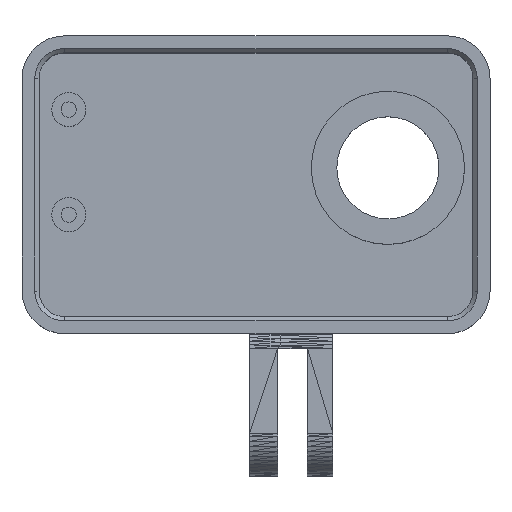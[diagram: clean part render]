
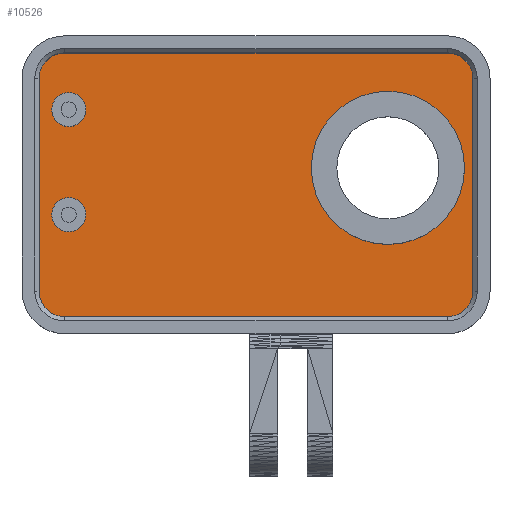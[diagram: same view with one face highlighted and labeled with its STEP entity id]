
A CAD part, top view. The second image highlights one B-rep face of the part: STEP entity #10526.
In plain terms, the highlighted planar face has unit normal (0, 0, 1).
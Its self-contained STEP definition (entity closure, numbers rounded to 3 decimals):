
#25=FACE_BOUND('',#1772,.T.);
#26=FACE_BOUND('',#1773,.T.);
#27=FACE_BOUND('',#1774,.T.);
#32=CIRCLE('',#11393,9.);
#45=CIRCLE('',#11414,3.);
#47=CIRCLE('',#11418,3.);
#48=CIRCLE('',#11419,3.);
#49=CIRCLE('',#11420,3.);
#50=CIRCLE('',#11421,5.);
#51=CIRCLE('',#11422,2.);
#52=CIRCLE('',#11423,2.);
#910=FACE_OUTER_BOUND('',#1771,.T.);
#1771=EDGE_LOOP('',(#8693,#8694,#8695,#8696,#8697,#8698,#8699,#8700,#8701,
#8702,#8703,#8704));
#1772=EDGE_LOOP('',(#8705));
#1773=EDGE_LOOP('',(#8706));
#1774=EDGE_LOOP('',(#8707));
#3042=LINE('',#17042,#4334);
#3056=LINE('',#17089,#4348);
#3063=LINE('',#17103,#4355);
#3064=LINE('',#17107,#4356);
#3065=LINE('',#17111,#4357);
#3066=LINE('',#17115,#4358);
#3067=LINE('',#17117,#4359);
#4334=VECTOR('',#14352,10.);
#4348=VECTOR('',#14392,10.);
#4355=VECTOR('',#14401,10.);
#4356=VECTOR('',#14404,10.);
#4357=VECTOR('',#14407,10.);
#4358=VECTOR('',#14410,10.);
#4359=VECTOR('',#14413,10.);
#4805=VERTEX_POINT('',#17003);
#4819=VERTEX_POINT('',#17039);
#4820=VERTEX_POINT('',#17041);
#4836=VERTEX_POINT('',#17079);
#4837=VERTEX_POINT('',#17080);
#4840=VERTEX_POINT('',#17088);
#4846=VERTEX_POINT('',#17102);
#4847=VERTEX_POINT('',#17104);
#4848=VERTEX_POINT('',#17106);
#4849=VERTEX_POINT('',#17108);
#4850=VERTEX_POINT('',#17110);
#4851=VERTEX_POINT('',#17112);
#4852=VERTEX_POINT('',#17114);
#4853=VERTEX_POINT('',#17118);
#4854=VERTEX_POINT('',#17120);
#6092=EDGE_CURVE('',#4805,#4805,#32,.T.);
#6109=EDGE_CURVE('',#4819,#4820,#3042,.T.);
#6128=EDGE_CURVE('',#4836,#4837,#45,.T.);
#6132=EDGE_CURVE('',#4836,#4840,#3056,.T.);
#6139=EDGE_CURVE('',#4846,#4837,#3063,.T.);
#6140=EDGE_CURVE('',#4846,#4847,#47,.F.);
#6141=EDGE_CURVE('',#4848,#4847,#3064,.T.);
#6142=EDGE_CURVE('',#4848,#4849,#48,.F.);
#6143=EDGE_CURVE('',#4850,#4849,#3065,.T.);
#6144=EDGE_CURVE('',#4850,#4851,#49,.F.);
#6145=EDGE_CURVE('',#4852,#4851,#3066,.T.);
#6146=EDGE_CURVE('',#4820,#4852,#50,.T.);
#6147=EDGE_CURVE('',#4819,#4840,#3067,.T.);
#6148=EDGE_CURVE('',#4853,#4853,#51,.T.);
#6149=EDGE_CURVE('',#4854,#4854,#52,.T.);
#8693=ORIENTED_EDGE('',*,*,#6128,.T.);
#8694=ORIENTED_EDGE('',*,*,#6139,.F.);
#8695=ORIENTED_EDGE('',*,*,#6140,.T.);
#8696=ORIENTED_EDGE('',*,*,#6141,.F.);
#8697=ORIENTED_EDGE('',*,*,#6142,.T.);
#8698=ORIENTED_EDGE('',*,*,#6143,.F.);
#8699=ORIENTED_EDGE('',*,*,#6144,.T.);
#8700=ORIENTED_EDGE('',*,*,#6145,.F.);
#8701=ORIENTED_EDGE('',*,*,#6146,.F.);
#8702=ORIENTED_EDGE('',*,*,#6109,.F.);
#8703=ORIENTED_EDGE('',*,*,#6147,.T.);
#8704=ORIENTED_EDGE('',*,*,#6132,.F.);
#8705=ORIENTED_EDGE('',*,*,#6092,.T.);
#8706=ORIENTED_EDGE('',*,*,#6148,.T.);
#8707=ORIENTED_EDGE('',*,*,#6149,.T.);
#9684=PLANE('',#11417);
#10526=ADVANCED_FACE('',(#910,#25,#26,#27),#9684,.T.);
#11393=AXIS2_PLACEMENT_3D('',#17005,#14319,#14320);
#11414=AXIS2_PLACEMENT_3D('',#17081,#14384,#14385);
#11417=AXIS2_PLACEMENT_3D('',#17101,#14399,#14400);
#11418=AXIS2_PLACEMENT_3D('',#17105,#14402,#14403);
#11419=AXIS2_PLACEMENT_3D('',#17109,#14405,#14406);
#11420=AXIS2_PLACEMENT_3D('',#17113,#14408,#14409);
#11421=AXIS2_PLACEMENT_3D('',#17116,#14411,#14412);
#11422=AXIS2_PLACEMENT_3D('',#17119,#14414,#14415);
#11423=AXIS2_PLACEMENT_3D('',#17121,#14416,#14417);
#14319=DIRECTION('center_axis',(0.,0.,-1.));
#14320=DIRECTION('ref_axis',(-1.,0.,0.));
#14352=DIRECTION('',(-1.,0.,0.));
#14384=DIRECTION('center_axis',(0.,0.,1.));
#14385=DIRECTION('ref_axis',(0.707,-0.707,0.));
#14392=DIRECTION('',(-1.,0.,0.));
#14399=DIRECTION('center_axis',(0.,0.,1.));
#14400=DIRECTION('ref_axis',(1.,0.,0.));
#14401=DIRECTION('',(0.,-1.,0.));
#14402=DIRECTION('center_axis',(0.,0.,-1.));
#14403=DIRECTION('ref_axis',(1.,0.,0.));
#14404=DIRECTION('',(1.,0.,0.));
#14405=DIRECTION('center_axis',(0.,0.,-1.));
#14406=DIRECTION('ref_axis',(0.,1.,0.));
#14407=DIRECTION('',(0.,1.,0.));
#14408=DIRECTION('center_axis',(0.,0.,-1.));
#14409=DIRECTION('ref_axis',(-1.,0.,0.));
#14410=DIRECTION('',(0.,1.,0.));
#14411=DIRECTION('center_axis',(0.,0.,-1.));
#14412=DIRECTION('ref_axis',(-1.,0.,0.));
#14413=DIRECTION('',(0.,1.,0.));
#14414=DIRECTION('center_axis',(0.,0.,-1.));
#14415=DIRECTION('ref_axis',(1.,0.,0.));
#14416=DIRECTION('center_axis',(0.,0.,-1.));
#14417=DIRECTION('ref_axis',(1.,0.,0.));
#17003=CARTESIAN_POINT('',(24.5,2.,2.));
#17005=CARTESIAN_POINT('Origin',(15.5,2.,2.));
#17039=CARTESIAN_POINT('',(-1.5,-17.5,2.));
#17041=CARTESIAN_POINT('',(-22.5,-17.5,2.));
#17042=CARTESIAN_POINT('',(-12.,-17.5,2.));
#17079=CARTESIAN_POINT('',(22.5,-15.5,2.));
#17080=CARTESIAN_POINT('',(25.5,-12.5,2.));
#17081=CARTESIAN_POINT('Origin',(22.5,-12.5,2.));
#17088=CARTESIAN_POINT('',(-1.5,-15.5,2.));
#17089=CARTESIAN_POINT('',(-11.25,-15.5,2.));
#17101=CARTESIAN_POINT('Origin',(0.,0.,2.));
#17102=CARTESIAN_POINT('',(25.5,12.5,2.));
#17103=CARTESIAN_POINT('',(25.5,-6.25,2.));
#17104=CARTESIAN_POINT('',(22.5,15.5,2.));
#17105=CARTESIAN_POINT('Origin',(22.5,12.5,2.));
#17106=CARTESIAN_POINT('',(-22.5,15.5,2.));
#17107=CARTESIAN_POINT('',(11.25,15.5,2.));
#17108=CARTESIAN_POINT('',(-25.5,12.5,2.));
#17109=CARTESIAN_POINT('Origin',(-22.5,12.5,2.));
#17110=CARTESIAN_POINT('',(-25.5,-12.5,2.));
#17111=CARTESIAN_POINT('',(-25.5,6.25,2.));
#17112=CARTESIAN_POINT('',(-23.5,-15.328,2.));
#17113=CARTESIAN_POINT('Origin',(-22.5,-12.5,2.));
#17114=CARTESIAN_POINT('',(-23.5,-17.399,2.));
#17115=CARTESIAN_POINT('',(-23.5,-17.5,2.));
#17116=CARTESIAN_POINT('Origin',(-22.5,-12.5,2.));
#17117=CARTESIAN_POINT('',(-1.5,-17.5,2.));
#17118=CARTESIAN_POINT('',(-24.,8.85,2.));
#17119=CARTESIAN_POINT('Origin',(-22.,8.85,2.));
#17120=CARTESIAN_POINT('',(-24.,-3.5,2.));
#17121=CARTESIAN_POINT('Origin',(-22.,-3.5,2.));
